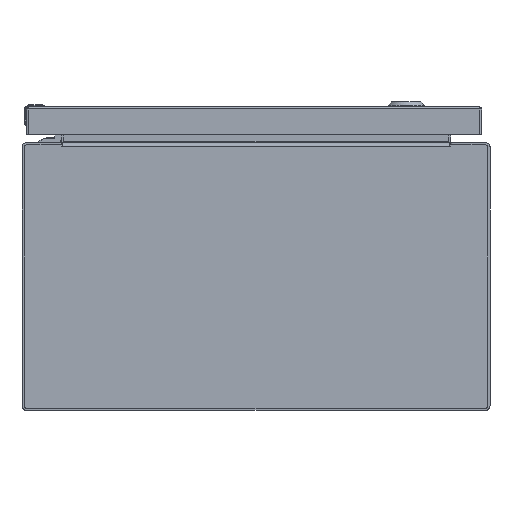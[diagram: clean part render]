
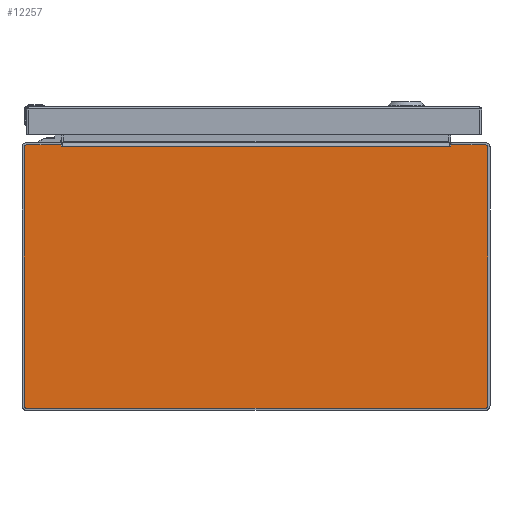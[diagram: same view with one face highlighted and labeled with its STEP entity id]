
A CAD part, front view. The second image highlights one B-rep face of the part: STEP entity #12257.
In plain terms, the highlighted planar face has unit normal (0, -1, 0).
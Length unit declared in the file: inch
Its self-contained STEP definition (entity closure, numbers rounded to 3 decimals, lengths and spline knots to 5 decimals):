
#273 = VERTEX_POINT ( 'NONE', #80687 ) ;
#2260 = CARTESIAN_POINT ( 'NONE',  ( -5.80579, -8., 3.883 ) ) ;
#4101 = VERTEX_POINT ( 'NONE', #70286 ) ;
#6164 = DIRECTION ( 'NONE',  ( 0., -1., 0. ) ) ;
#6769 = CARTESIAN_POINT ( 'NONE',  ( 5.80579, -8., 3.883 ) ) ;
#7342 = ORIENTED_EDGE ( 'NONE', *, *, #25453, .T. ) ;
#7520 = ORIENTED_EDGE ( 'NONE', *, *, #44755, .T. ) ;
#9598 = CARTESIAN_POINT ( 'NONE',  ( 0., -8., 3.883 ) ) ;
#9900 = DIRECTION ( 'NONE',  ( 0., -1., 0. ) ) ;
#10952 = VERTEX_POINT ( 'NONE', #59347 ) ;
#11556 = EDGE_CURVE ( 'NONE', #132709, #84276, #94935, .T. ) ;
#12257 = ADVANCED_FACE ( 'NONE', ( #43857 ), #62593, .T. ) ;
#16520 = CARTESIAN_POINT ( 'NONE',  ( -6.857, -8., 3.937 ) ) ;
#16794 = LINE ( 'NONE', #80612, #60519 ) ;
#17478 = DIRECTION ( 'NONE',  ( 0., 0., 1. ) ) ;
#17601 = EDGE_CURVE ( 'NONE', #74327, #136787, #88168, .T. ) ;
#19571 = DIRECTION ( 'NONE',  ( 1., 0., 0. ) ) ;
#20679 = EDGE_CURVE ( 'NONE', #54163, #132709, #44892, .T. ) ;
#25453 = EDGE_CURVE ( 'NONE', #27267, #10952, #74351, .T. ) ;
#25991 = DIRECTION ( 'NONE',  ( 0., -1., 0. ) ) ;
#27267 = VERTEX_POINT ( 'NONE', #27847 ) ;
#27847 = CARTESIAN_POINT ( 'NONE',  ( 6.857, -8., 3.937 ) ) ;
#28007 = LINE ( 'NONE', #121581, #100886 ) ;
#29630 = VECTOR ( 'NONE', #121481, 39.37008 ) ;
#30587 = DIRECTION ( 'NONE',  ( 0., -1., 0. ) ) ;
#31068 = VECTOR ( 'NONE', #19571, 39.37008 ) ;
#31833 = DIRECTION ( 'NONE',  ( -1., 0., 0. ) ) ;
#32095 = VECTOR ( 'NONE', #93992, 39.37008 ) ;
#35492 = EDGE_CURVE ( 'NONE', #106150, #4101, #107456, .T. ) ;
#35514 = CARTESIAN_POINT ( 'NONE',  ( 5.798, -8., 3.883 ) ) ;
#36859 = EDGE_CURVE ( 'NONE', #75491, #86913, #125921, .T. ) ;
#37342 = LINE ( 'NONE', #6769, #124307 ) ;
#38867 = ORIENTED_EDGE ( 'NONE', *, *, #11556, .T. ) ;
#39368 = DIRECTION ( 'NONE',  ( -1., 0., 0. ) ) ;
#42948 = ORIENTED_EDGE ( 'NONE', *, *, #112476, .F. ) ;
#43857 = FACE_OUTER_BOUND ( 'NONE', #121458, .T. ) ;
#44755 = EDGE_CURVE ( 'NONE', #86913, #106150, #132260, .T. ) ;
#44892 = LINE ( 'NONE', #87098, #31068 ) ;
#46477 = CARTESIAN_POINT ( 'NONE',  ( -6.937, -8., 0. ) ) ;
#46801 = DIRECTION ( 'NONE',  ( 0., -1., 0. ) ) ;
#48758 = VECTOR ( 'NONE', #101831, 39.37008 ) ;
#48856 = AXIS2_PLACEMENT_3D ( 'NONE', #122334, #25991, #130697 ) ;
#49989 = ORIENTED_EDGE ( 'NONE', *, *, #110540, .T. ) ;
#50286 = AXIS2_PLACEMENT_3D ( 'NONE', #119565, #46801, #120254 ) ;
#52873 = CARTESIAN_POINT ( 'NONE',  ( 0., -8., 3.937 ) ) ;
#54163 = VERTEX_POINT ( 'NONE', #115623 ) ;
#59347 = CARTESIAN_POINT ( 'NONE',  ( 5.82312, -8., 3.937 ) ) ;
#60519 = VECTOR ( 'NONE', #17478, 39.37008 ) ;
#62327 = ORIENTED_EDGE ( 'NONE', *, *, #122957, .T. ) ;
#62593 = PLANE ( 'NONE',  #111631 ) ;
#63257 = DIRECTION ( 'NONE',  ( -1., 0., 0. ) ) ;
#64564 = CARTESIAN_POINT ( 'NONE',  ( -6.937, -8., 3.857 ) ) ;
#66067 = CIRCLE ( 'NONE', #110339, 0.08 ) ;
#70286 = CARTESIAN_POINT ( 'NONE',  ( -6.937, -8., -3.857 ) ) ;
#70592 = CARTESIAN_POINT ( 'NONE',  ( 6.857, -8., -3.857 ) ) ;
#70764 = CARTESIAN_POINT ( 'NONE',  ( 6.857, -8., -3.937 ) ) ;
#71164 = CARTESIAN_POINT ( 'NONE',  ( 0., -8., 3.937 ) ) ;
#72899 = AXIS2_PLACEMENT_3D ( 'NONE', #70592, #6164, #112930 ) ;
#74327 = VERTEX_POINT ( 'NONE', #134308 ) ;
#74351 = LINE ( 'NONE', #52873, #103581 ) ;
#75491 = VERTEX_POINT ( 'NONE', #98653 ) ;
#76292 = DIRECTION ( 'NONE',  ( 0., 0., -1. ) ) ;
#79318 = VERTEX_POINT ( 'NONE', #35514 ) ;
#80612 = CARTESIAN_POINT ( 'NONE',  ( 6.937, -8., 0. ) ) ;
#80687 = CARTESIAN_POINT ( 'NONE',  ( 5.8136, -8., 3.883 ) ) ;
#81254 = CARTESIAN_POINT ( 'NONE',  ( 6.937, -8., -3.857 ) ) ;
#82291 = CARTESIAN_POINT ( 'NONE',  ( 6.937, -8., 3.857 ) ) ;
#82657 = VECTOR ( 'NONE', #76292, 39.37008 ) ;
#83933 = ORIENTED_EDGE ( 'NONE', *, *, #118077, .T. ) ;
#84276 = VERTEX_POINT ( 'NONE', #81254 ) ;
#84454 = LINE ( 'NONE', #9598, #106168 ) ;
#86913 = VERTEX_POINT ( 'NONE', #16520 ) ;
#87098 = CARTESIAN_POINT ( 'NONE',  ( 0., -8., -3.937 ) ) ;
#87666 = VERTEX_POINT ( 'NONE', #82291 ) ;
#88168 = LINE ( 'NONE', #2260, #29630 ) ;
#89276 = ORIENTED_EDGE ( 'NONE', *, *, #17601, .F. ) ;
#91035 = DIRECTION ( 'NONE',  ( 0.174, 0., -0.985 ) ) ;
#92304 = ORIENTED_EDGE ( 'NONE', *, *, #35492, .T. ) ;
#93992 = DIRECTION ( 'NONE',  ( -1., 0., 0. ) ) ;
#94416 = DIRECTION ( 'NONE',  ( 0., 0., -1. ) ) ;
#94935 = CIRCLE ( 'NONE', #72899, 0.08 ) ;
#97394 = ORIENTED_EDGE ( 'NONE', *, *, #20679, .T. ) ;
#97643 = CARTESIAN_POINT ( 'NONE',  ( -5.798, -8., 3.883 ) ) ;
#98493 = EDGE_CURVE ( 'NONE', #273, #79318, #37342, .T. ) ;
#98653 = CARTESIAN_POINT ( 'NONE',  ( -5.82312, -8., 3.937 ) ) ;
#100886 = VECTOR ( 'NONE', #91035, 39.37008 ) ;
#101831 = DIRECTION ( 'NONE',  ( -0.174, 0., -0.985 ) ) ;
#103581 = VECTOR ( 'NONE', #63257, 39.37008 ) ;
#104367 = ORIENTED_EDGE ( 'NONE', *, *, #98493, .T. ) ;
#104671 = CARTESIAN_POINT ( 'NONE',  ( -6.857, -8., -3.857 ) ) ;
#106150 = VERTEX_POINT ( 'NONE', #64564 ) ;
#106168 = VECTOR ( 'NONE', #31833, 39.37008 ) ;
#107456 = LINE ( 'NONE', #46477, #82657 ) ;
#108618 = CIRCLE ( 'NONE', #48856, 0.08 ) ;
#109629 = EDGE_CURVE ( 'NONE', #4101, #54163, #66067, .T. ) ;
#110339 = AXIS2_PLACEMENT_3D ( 'NONE', #104671, #30587, #124853 ) ;
#110540 = EDGE_CURVE ( 'NONE', #79318, #136787, #84454, .T. ) ;
#111543 = ORIENTED_EDGE ( 'NONE', *, *, #36859, .T. ) ;
#111631 = AXIS2_PLACEMENT_3D ( 'NONE', #116618, #9900, #94416 ) ;
#112227 = CARTESIAN_POINT ( 'NONE',  ( 5.81836, -8., 3.91 ) ) ;
#112476 = EDGE_CURVE ( 'NONE', #75491, #74327, #28007, .T. ) ;
#112930 = DIRECTION ( 'NONE',  ( 0., 0., -1. ) ) ;
#115623 = CARTESIAN_POINT ( 'NONE',  ( -6.857, -8., -3.937 ) ) ;
#116618 = CARTESIAN_POINT ( 'NONE',  ( 0., -8., 0. ) ) ;
#118077 = EDGE_CURVE ( 'NONE', #87666, #27267, #108618, .T. ) ;
#119131 = EDGE_CURVE ( 'NONE', #10952, #273, #120601, .T. ) ;
#119565 = CARTESIAN_POINT ( 'NONE',  ( -6.857, -8., 3.857 ) ) ;
#120254 = DIRECTION ( 'NONE',  ( 0., 0., -1. ) ) ;
#120601 = LINE ( 'NONE', #112227, #48758 ) ;
#121458 = EDGE_LOOP ( 'NONE', ( #111543, #7520, #92304, #132212, #97394, #38867, #62327, #83933, #7342, #134116, #104367, #49989, #89276, #42948 ) ) ;
#121481 = DIRECTION ( 'NONE',  ( 1., 0., 0. ) ) ;
#121581 = CARTESIAN_POINT ( 'NONE',  ( -5.81836, -8., 3.91 ) ) ;
#122334 = CARTESIAN_POINT ( 'NONE',  ( 6.857, -8., 3.857 ) ) ;
#122957 = EDGE_CURVE ( 'NONE', #84276, #87666, #16794, .T. ) ;
#124307 = VECTOR ( 'NONE', #39368, 39.37008 ) ;
#124853 = DIRECTION ( 'NONE',  ( 0., 0., -1. ) ) ;
#125921 = LINE ( 'NONE', #71164, #32095 ) ;
#130697 = DIRECTION ( 'NONE',  ( 0., 0., -1. ) ) ;
#132212 = ORIENTED_EDGE ( 'NONE', *, *, #109629, .T. ) ;
#132260 = CIRCLE ( 'NONE', #50286, 0.08 ) ;
#132709 = VERTEX_POINT ( 'NONE', #70764 ) ;
#134116 = ORIENTED_EDGE ( 'NONE', *, *, #119131, .T. ) ;
#134308 = CARTESIAN_POINT ( 'NONE',  ( -5.8136, -8., 3.883 ) ) ;
#136787 = VERTEX_POINT ( 'NONE', #97643 ) ;
